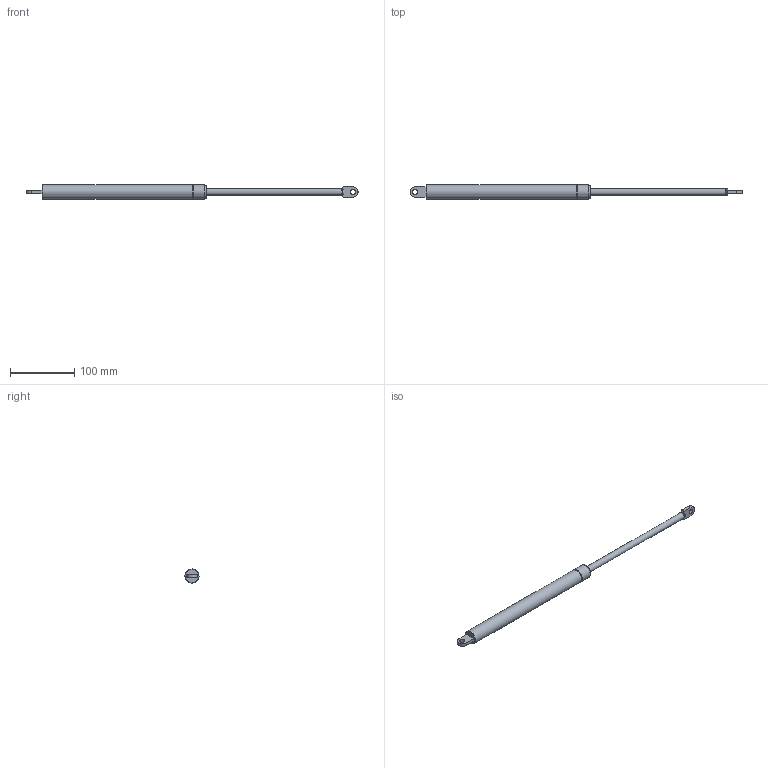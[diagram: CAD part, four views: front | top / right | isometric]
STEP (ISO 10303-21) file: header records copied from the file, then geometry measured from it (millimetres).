
FILE_DESCRIPTION(/* description */ (''),/* implementation_level */ '2;1');
FILE_NAME(/* name */ 'DR_SB-500.stp',/* time_stamp */ '2021-08-02T14:48:32+09:00',/* author */ ('user'),/* organization */ (''),/* preprocessor_version */ 'ST-DEVELOPER v15.6',/* originating_system */ 'Autodesk Inventor 2015',/* authorisation */ '');
FILE_SCHEMA (('AUTOMOTIVE_DESIGN { 1 0 10303 214 3 1 1 }'));
Length unit declared in the file: millimetre
Products named in the file (4): DR_SB-500-BASE; DR_SB-500-RING; DR_SB-500-SUPPORT; DR_SB-500
Bounding box: 516 x 22 x 22 mm (x, y, z)
Volume: 47050 mm3; surface area: 43106.9 mm2
Topology: 3 solids, 3 shells, 54 faces, 121 edges, 77 vertices
Faces by surface type: plane 24, cylinder 19, torus 10, cone 1
Full cylindrical faces by diameter (mm): 2 x1, 8 x2, 10 x2, 10.002 x1, 19 x2, 20 x1, 22 x2
Entity records: 1535 total; most frequent: CARTESIAN_POINT 278, DIRECTION 264, ORIENTED_EDGE 194, AXIS2_PLACEMENT_3D 113, EDGE_CURVE 97, EDGE_LOOP 84, VERTEX_POINT 73, FACE_OUTER_BOUND 54
